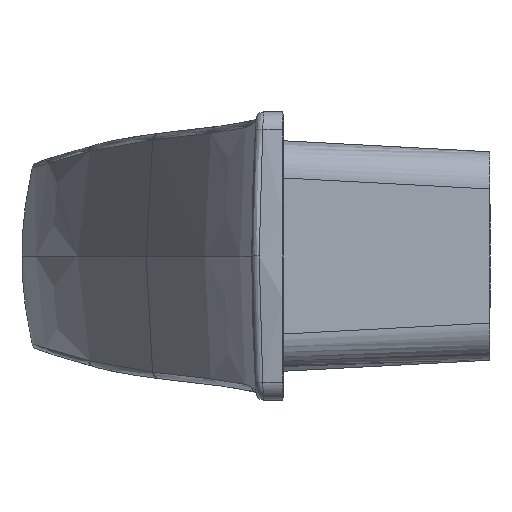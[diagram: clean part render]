
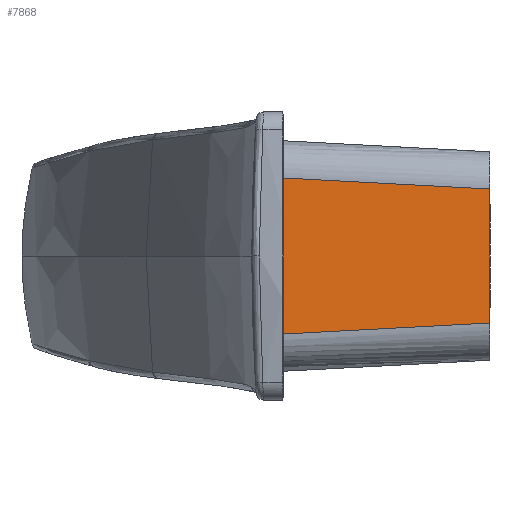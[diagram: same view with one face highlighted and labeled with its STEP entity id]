
A CAD part, left-side view. The second image highlights one B-rep face of the part: STEP entity #7868.
In plain terms, the highlighted planar face has unit normal (-0.999, -0.054, 0).
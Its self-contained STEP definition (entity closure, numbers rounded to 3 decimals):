
#728 = CARTESIAN_POINT ( 'NONE',  ( -53.46, 10.376, 3.703 ) ) ;
#773 = AXIS2_PLACEMENT_3D ( 'NONE', #2200, #2743, #4103 ) ;
#1324 = DIRECTION ( 'NONE',  ( 0.054, -0.997, -0.053 ) ) ;
#1487 = EDGE_CURVE ( 'NONE', #6260, #6747, #2481, .T. ) ;
#1965 = LINE ( 'NONE', #4490, #5005 ) ;
#2019 = CARTESIAN_POINT ( 'NONE',  ( -52.9, 0., 1.775 ) ) ;
#2084 = VECTOR ( 'NONE', #4352, 1000. ) ;
#2200 = CARTESIAN_POINT ( 'NONE',  ( -53.305, 7.5, 1.775 ) ) ;
#2481 = LINE ( 'NONE', #728, #3592 ) ;
#2707 = PLANE ( 'NONE',  #773 ) ;
#2743 = DIRECTION ( 'NONE',  ( 0.999, 0.054, 0. ) ) ;
#2927 = VERTEX_POINT ( 'NONE', #3143 ) ;
#3026 = CARTESIAN_POINT ( 'NONE',  ( -53.46, 10.376, 0. ) ) ;
#3143 = CARTESIAN_POINT ( 'NONE',  ( -53.46, 10.376, -3.703 ) ) ;
#3173 = EDGE_CURVE ( 'NONE', #6747, #3321, #4625, .T. ) ;
#3321 = VERTEX_POINT ( 'NONE', #4332 ) ;
#3481 = EDGE_LOOP ( 'NONE', ( #4106, #5653, #4124, #7627 ) ) ;
#3592 = VECTOR ( 'NONE', #1324, 1000. ) ;
#4009 = EDGE_CURVE ( 'NONE', #3321, #2927, #1965, .T. ) ;
#4103 = DIRECTION ( 'NONE',  ( -0.054, 0.999, 0. ) ) ;
#4106 = ORIENTED_EDGE ( 'NONE', *, *, #4009, .F. ) ;
#4110 = EDGE_CURVE ( 'NONE', #6260, #2927, #7342, .T. ) ;
#4124 = ORIENTED_EDGE ( 'NONE', *, *, #1487, .F. ) ;
#4332 = CARTESIAN_POINT ( 'NONE',  ( -52.9, 0., -3.15 ) ) ;
#4352 = DIRECTION ( 'NONE',  ( 0., 0., -1. ) ) ;
#4490 = CARTESIAN_POINT ( 'NONE',  ( -53.305, 7.5, -3.55 ) ) ;
#4625 = LINE ( 'NONE', #2019, #5533 ) ;
#5005 = VECTOR ( 'NONE', #7065, 1000. ) ;
#5533 = VECTOR ( 'NONE', #7161, 1000. ) ;
#5653 = ORIENTED_EDGE ( 'NONE', *, *, #3173, .F. ) ;
#5877 = CARTESIAN_POINT ( 'NONE',  ( -53.46, 10.376, 3.703 ) ) ;
#5934 = FACE_OUTER_BOUND ( 'NONE', #3481, .T. ) ;
#6260 = VERTEX_POINT ( 'NONE', #5877 ) ;
#6747 = VERTEX_POINT ( 'NONE', #7036 ) ;
#7036 = CARTESIAN_POINT ( 'NONE',  ( -52.9, 0., 3.15 ) ) ;
#7065 = DIRECTION ( 'NONE',  ( -0.054, 0.997, -0.053 ) ) ;
#7161 = DIRECTION ( 'NONE',  ( 0., 0., -1. ) ) ;
#7342 = LINE ( 'NONE', #3026, #2084 ) ;
#7627 = ORIENTED_EDGE ( 'NONE', *, *, #4110, .T. ) ;
#7868 = ADVANCED_FACE ( 'NONE', ( #5934 ), #2707, .F. ) ;
